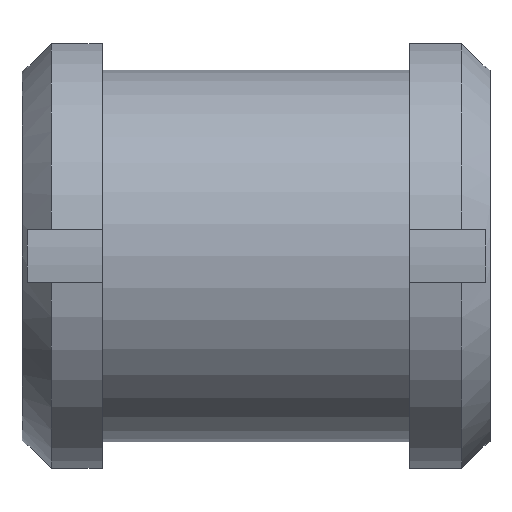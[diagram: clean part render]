
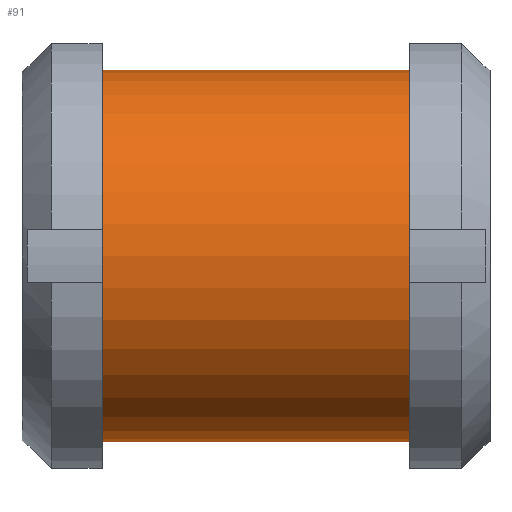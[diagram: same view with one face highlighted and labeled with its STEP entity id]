
A CAD part, left-side view. The second image highlights one B-rep face of the part: STEP entity #91.
In plain terms, the highlighted cylindrical face has radius 13.9 mm (diameter 27.8 mm), a full revolution.
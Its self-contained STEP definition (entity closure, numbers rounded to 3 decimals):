
#91 = ADVANCED_FACE( '', ( #222, #223 ), #224, .T. );
#222 = FACE_OUTER_BOUND( '', #401, .T. );
#223 = FACE_OUTER_BOUND( '', #402, .T. );
#224 = CYLINDRICAL_SURFACE( '', #403, 13.9 );
#401 = EDGE_LOOP( '', ( #617 ) );
#402 = EDGE_LOOP( '', ( #618 ) );
#403 = AXIS2_PLACEMENT_3D( '', #619, #620, #621 );
#617 = ORIENTED_EDGE( '', *, *, #1021, .T. );
#618 = ORIENTED_EDGE( '', *, *, #1022, .F. );
#619 = CARTESIAN_POINT( '', ( 0., 0., 0. ) );
#620 = DIRECTION( '', ( 0., 1., 0. ) );
#621 = DIRECTION( '', ( 0., 0., -1. ) );
#1021 = EDGE_CURVE( '', #1221, #1221, #1222, .T. );
#1022 = EDGE_CURVE( '', #1223, #1223, #1224, .T. );
#1221 = VERTEX_POINT( '', #1494 );
#1222 = CIRCLE( '', #1495, 13.9 );
#1223 = VERTEX_POINT( '', #1496 );
#1224 = CIRCLE( '', #1497, 13.9 );
#1494 = CARTESIAN_POINT( '', ( 0., 29., -13.9 ) );
#1495 = AXIS2_PLACEMENT_3D( '', #1801, #1802, #1803 );
#1496 = CARTESIAN_POINT( '', ( 0., 6., -13.9 ) );
#1497 = AXIS2_PLACEMENT_3D( '', #1804, #1805, #1806 );
#1801 = CARTESIAN_POINT( '', ( 0., 29., 0. ) );
#1802 = DIRECTION( '', ( 0., -1., 0. ) );
#1803 = DIRECTION( '', ( 0., 0., -1. ) );
#1804 = CARTESIAN_POINT( '', ( 0., 6., 0. ) );
#1805 = DIRECTION( '', ( 0., -1., 0. ) );
#1806 = DIRECTION( '', ( 0., 0., -1. ) );
